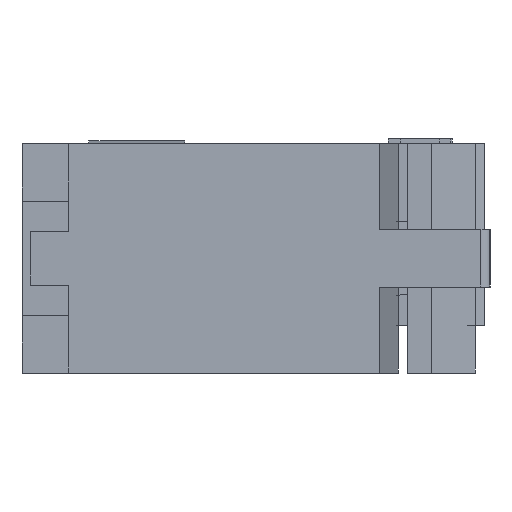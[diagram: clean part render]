
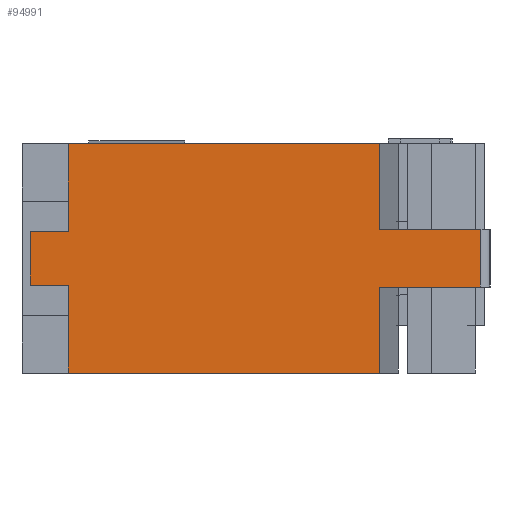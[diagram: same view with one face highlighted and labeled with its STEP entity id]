
A CAD part, left-side view. The second image highlights one B-rep face of the part: STEP entity #94991.
In plain terms, the highlighted planar face has unit normal (-1, 0, 0).
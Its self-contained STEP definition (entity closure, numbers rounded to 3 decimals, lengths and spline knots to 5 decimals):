
#3876=FACE_OUTER_BOUND('',#8936,.T.);
#8936=EDGE_LOOP('',(#59313,#59314,#59315,#59316,#59317,#59318,#59319,#59320,
#59321,#59322,#59323,#59324));
#14278=LINE('',#129879,#25723);
#14293=LINE('',#129910,#25738);
#14294=LINE('',#129912,#25739);
#14295=LINE('',#129914,#25740);
#14296=LINE('',#129916,#25741);
#14297=LINE('',#129918,#25742);
#14298=LINE('',#129920,#25743);
#14299=LINE('',#129922,#25744);
#14300=LINE('',#129924,#25745);
#14301=LINE('',#129926,#25746);
#14302=LINE('',#129928,#25747);
#14303=LINE('',#129929,#25748);
#25723=VECTOR('',#106287,0.3937);
#25738=VECTOR('',#106306,0.3937);
#25739=VECTOR('',#106307,0.3937);
#25740=VECTOR('',#106308,0.3937);
#25741=VECTOR('',#106309,0.3937);
#25742=VECTOR('',#106310,0.3937);
#25743=VECTOR('',#106311,0.3937);
#25744=VECTOR('',#106312,0.3937);
#25745=VECTOR('',#106313,0.3937);
#25746=VECTOR('',#106314,0.3937);
#25747=VECTOR('',#106315,0.3937);
#25748=VECTOR('',#106316,0.3937);
#37208=VERTEX_POINT('',#129876);
#37209=VERTEX_POINT('',#129878);
#37223=VERTEX_POINT('',#129909);
#37224=VERTEX_POINT('',#129911);
#37225=VERTEX_POINT('',#129913);
#37226=VERTEX_POINT('',#129915);
#37227=VERTEX_POINT('',#129917);
#37228=VERTEX_POINT('',#129919);
#37229=VERTEX_POINT('',#129921);
#37230=VERTEX_POINT('',#129923);
#37231=VERTEX_POINT('',#129925);
#37232=VERTEX_POINT('',#129927);
#45648=EDGE_CURVE('',#37209,#37208,#14278,.T.);
#45663=EDGE_CURVE('',#37208,#37223,#14293,.T.);
#45664=EDGE_CURVE('',#37224,#37223,#14294,.T.);
#45665=EDGE_CURVE('',#37224,#37225,#14295,.T.);
#45666=EDGE_CURVE('',#37226,#37225,#14296,.T.);
#45667=EDGE_CURVE('',#37227,#37226,#14297,.T.);
#45668=EDGE_CURVE('',#37228,#37227,#14298,.T.);
#45669=EDGE_CURVE('',#37228,#37229,#14299,.T.);
#45670=EDGE_CURVE('',#37230,#37229,#14300,.T.);
#45671=EDGE_CURVE('',#37230,#37231,#14301,.T.);
#45672=EDGE_CURVE('',#37231,#37232,#14302,.T.);
#45673=EDGE_CURVE('',#37209,#37232,#14303,.T.);
#59313=ORIENTED_EDGE('',*,*,#45648,.T.);
#59314=ORIENTED_EDGE('',*,*,#45663,.T.);
#59315=ORIENTED_EDGE('',*,*,#45664,.F.);
#59316=ORIENTED_EDGE('',*,*,#45665,.T.);
#59317=ORIENTED_EDGE('',*,*,#45666,.F.);
#59318=ORIENTED_EDGE('',*,*,#45667,.F.);
#59319=ORIENTED_EDGE('',*,*,#45668,.F.);
#59320=ORIENTED_EDGE('',*,*,#45669,.T.);
#59321=ORIENTED_EDGE('',*,*,#45670,.F.);
#59322=ORIENTED_EDGE('',*,*,#45671,.T.);
#59323=ORIENTED_EDGE('',*,*,#45672,.T.);
#59324=ORIENTED_EDGE('',*,*,#45673,.F.);
#86390=PLANE('',#100077);
#94991=ADVANCED_FACE('',(#3876),#86390,.T.);
#100077=AXIS2_PLACEMENT_3D('',#129908,#106304,#106305);
#106287=DIRECTION('',(0.,-1.,0.));
#106304=DIRECTION('center_axis',(-1.,0.,0.));
#106305=DIRECTION('ref_axis',(0.,-1.,0.));
#106306=DIRECTION('',(0.,0.,-1.));
#106307=DIRECTION('',(0.,1.,0.));
#106308=DIRECTION('',(0.,0.,1.));
#106309=DIRECTION('',(0.,1.,0.));
#106310=DIRECTION('',(0.,0.,-1.));
#106311=DIRECTION('',(0.,-1.,0.));
#106312=DIRECTION('',(0.,0.,1.));
#106313=DIRECTION('',(0.,-1.,0.));
#106314=DIRECTION('',(0.,0.,-1.));
#106315=DIRECTION('',(0.,1.,0.));
#106316=DIRECTION('',(0.,0.,1.));
#129876=CARTESIAN_POINT('',(-1.16704,0.16006,-0.03036));
#129878=CARTESIAN_POINT('',(-1.16704,0.20006,-0.03036));
#129879=CARTESIAN_POINT('',(-1.16704,0.18293,-0.03036));
#129908=CARTESIAN_POINT('Origin',(-1.16704,0.20006,-0.00236));
#129909=CARTESIAN_POINT('',(-1.16704,0.16006,-0.12236));
#129910=CARTESIAN_POINT('',(-1.16704,0.16006,-0.06236));
#129911=CARTESIAN_POINT('',(-1.16704,-0.16542,-0.12236));
#129912=CARTESIAN_POINT('',(-1.16704,0.20006,-0.12236));
#129913=CARTESIAN_POINT('',(-1.16704,-0.16542,-0.03236));
#129914=CARTESIAN_POINT('',(-1.16704,-0.16542,-0.06236));
#129915=CARTESIAN_POINT('',(-1.16704,-0.27094,-0.03236));
#129916=CARTESIAN_POINT('',(-1.16704,-0.28094,-0.03236));
#129917=CARTESIAN_POINT('',(-1.16704,-0.27094,0.02764));
#129918=CARTESIAN_POINT('',(-1.16704,-0.27094,-0.00236));
#129919=CARTESIAN_POINT('',(-1.16704,-0.16542,0.02764));
#129920=CARTESIAN_POINT('',(-1.16704,-0.16542,0.02764));
#129921=CARTESIAN_POINT('',(-1.16704,-0.16542,0.11764));
#129922=CARTESIAN_POINT('',(-1.16704,-0.16542,0.05764));
#129923=CARTESIAN_POINT('',(-1.16704,0.16006,0.11764));
#129924=CARTESIAN_POINT('',(-1.16704,0.20006,0.11764));
#129925=CARTESIAN_POINT('',(-1.16704,0.16006,0.02564));
#129926=CARTESIAN_POINT('',(-1.16704,0.16006,0.02664));
#129927=CARTESIAN_POINT('',(-1.16704,0.20006,0.02564));
#129928=CARTESIAN_POINT('',(-1.16704,0.18293,0.02564));
#129929=CARTESIAN_POINT('',(-1.16704,0.20006,-0.00236));
